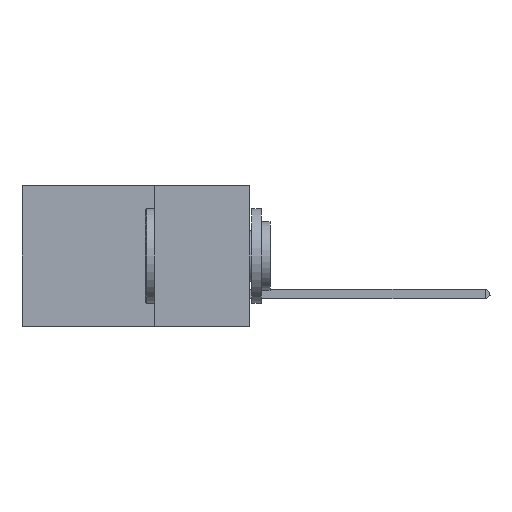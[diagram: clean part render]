
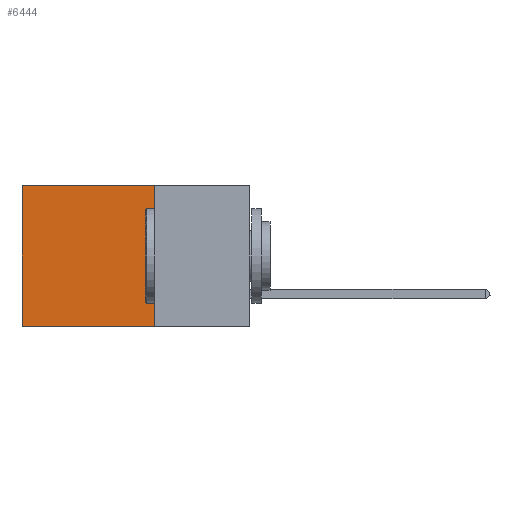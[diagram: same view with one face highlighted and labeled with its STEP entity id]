
A CAD part, left-side view. The second image highlights one B-rep face of the part: STEP entity #6444.
In plain terms, the highlighted planar face has unit normal (-1, 0, 0).
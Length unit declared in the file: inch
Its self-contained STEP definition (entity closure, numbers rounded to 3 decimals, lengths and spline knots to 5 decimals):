
#19 = DIRECTION ( 'NONE',  ( 0., 0., -1. ) ) ;
#55 = CARTESIAN_POINT ( 'NONE',  ( 0.2875, 0.25, 0. ) ) ;
#1236 = EDGE_CURVE ( 'NONE', #24448, #28194, #18322, .T. ) ;
#2343 = LINE ( 'NONE', #30974, #20810 ) ;
#2938 = CARTESIAN_POINT ( 'NONE',  ( 0.2875, 0.6, -0.37 ) ) ;
#3345 = LINE ( 'NONE', #55, #19204 ) ;
#3861 = EDGE_LOOP ( 'NONE', ( #11964, #10678, #11137, #14528 ) ) ;
#6444 = ADVANCED_FACE ( 'NONE', ( #16275 ), #6941, .F. ) ;
#6825 = DIRECTION ( 'NONE',  ( 1., 0., 0. ) ) ;
#6941 = PLANE ( 'NONE',  #16884 ) ;
#8685 = DIRECTION ( 'NONE',  ( 0., 1., 0. ) ) ;
#10678 = ORIENTED_EDGE ( 'NONE', *, *, #24966, .F. ) ;
#10945 = VERTEX_POINT ( 'NONE', #18931 ) ;
#11137 = ORIENTED_EDGE ( 'NONE', *, *, #25674, .F. ) ;
#11216 = VECTOR ( 'NONE', #8685, 39.37008 ) ;
#11964 = ORIENTED_EDGE ( 'NONE', *, *, #23533, .T. ) ;
#14316 = VERTEX_POINT ( 'NONE', #2938 ) ;
#14528 = ORIENTED_EDGE ( 'NONE', *, *, #1236, .T. ) ;
#15853 = VECTOR ( 'NONE', #15950, 39.37008 ) ;
#15950 = DIRECTION ( 'NONE',  ( 0., 1., 0. ) ) ;
#16275 = FACE_OUTER_BOUND ( 'NONE', #3861, .T. ) ;
#16426 = CARTESIAN_POINT ( 'NONE',  ( 0.2875, 0.25, 0. ) ) ;
#16884 = AXIS2_PLACEMENT_3D ( 'NONE', #16426, #6825, #19 ) ;
#18322 = LINE ( 'NONE', #27873, #11216 ) ;
#18666 = CARTESIAN_POINT ( 'NONE',  ( 0.2875, 0.6, 0. ) ) ;
#18686 = CARTESIAN_POINT ( 'NONE',  ( 0.2875, 0.25, -0.37 ) ) ;
#18931 = CARTESIAN_POINT ( 'NONE',  ( 0.2875, 0.25, -0.37 ) ) ;
#19204 = VECTOR ( 'NONE', #29503, 39.37008 ) ;
#20810 = VECTOR ( 'NONE', #26119, 39.37008 ) ;
#23533 = EDGE_CURVE ( 'NONE', #28194, #14316, #2343, .T. ) ;
#24448 = VERTEX_POINT ( 'NONE', #29953 ) ;
#24966 = EDGE_CURVE ( 'NONE', #10945, #14316, #29319, .T. ) ;
#25674 = EDGE_CURVE ( 'NONE', #24448, #10945, #3345, .T. ) ;
#26119 = DIRECTION ( 'NONE',  ( 0., 0., -1. ) ) ;
#27873 = CARTESIAN_POINT ( 'NONE',  ( 0.2875, 0.25, 0. ) ) ;
#28194 = VERTEX_POINT ( 'NONE', #18666 ) ;
#29319 = LINE ( 'NONE', #18686, #15853 ) ;
#29503 = DIRECTION ( 'NONE',  ( 0., 0., -1. ) ) ;
#29953 = CARTESIAN_POINT ( 'NONE',  ( 0.2875, 0.25, 0. ) ) ;
#30974 = CARTESIAN_POINT ( 'NONE',  ( 0.2875, 0.6, 0. ) ) ;
